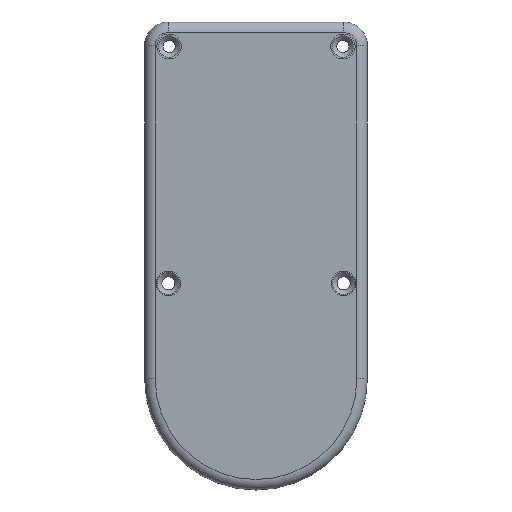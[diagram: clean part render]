
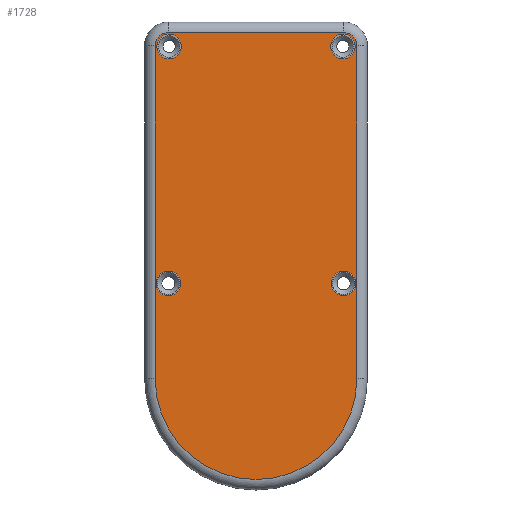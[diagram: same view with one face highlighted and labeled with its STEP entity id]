
A CAD part, front view. The second image highlights one B-rep face of the part: STEP entity #1728.
In plain terms, the highlighted planar face has unit normal (0, -1, 0).
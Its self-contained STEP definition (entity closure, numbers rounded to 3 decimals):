
#162=FACE_BOUND('',#361,.T.);
#163=FACE_BOUND('',#362,.T.);
#164=FACE_BOUND('',#363,.T.);
#165=FACE_BOUND('',#364,.T.);
#190=PLANE('',#1874);
#250=FACE_OUTER_BOUND('',#360,.T.);
#360=EDGE_LOOP('',(#1345,#1346,#1347,#1348,#1349,#1350));
#361=EDGE_LOOP('',(#1351));
#362=EDGE_LOOP('',(#1352));
#363=EDGE_LOOP('',(#1353));
#364=EDGE_LOOP('',(#1354));
#498=LINE('',#2561,#620);
#499=LINE('',#2572,#621);
#501=LINE('',#2584,#623);
#620=VECTOR('',#2118,10.);
#621=VECTOR('',#2131,10.);
#623=VECTOR('',#2145,10.);
#695=CIRCLE('',#1832,3.5);
#696=CIRCLE('',#1834,3.5);
#697=CIRCLE('',#1836,3.5);
#698=CIRCLE('',#1838,3.5);
#708=CIRCLE('',#1858,3.8);
#712=CIRCLE('',#1864,3.8);
#715=CIRCLE('',#1869,28.8);
#769=VERTEX_POINT('',#2435);
#770=VERTEX_POINT('',#2439);
#771=VERTEX_POINT('',#2443);
#772=VERTEX_POINT('',#2447);
#804=VERTEX_POINT('',#2554);
#807=VERTEX_POINT('',#2559);
#809=VERTEX_POINT('',#2564);
#811=VERTEX_POINT('',#2570);
#813=VERTEX_POINT('',#2576);
#815=VERTEX_POINT('',#2582);
#944=EDGE_CURVE('',#769,#769,#695,.T.);
#946=EDGE_CURVE('',#770,#770,#696,.T.);
#948=EDGE_CURVE('',#771,#771,#697,.T.);
#950=EDGE_CURVE('',#772,#772,#698,.T.);
#995=EDGE_CURVE('',#807,#804,#498,.T.);
#997=EDGE_CURVE('',#809,#807,#708,.T.);
#1000=EDGE_CURVE('',#811,#809,#499,.T.);
#1003=EDGE_CURVE('',#813,#811,#712,.T.);
#1006=EDGE_CURVE('',#815,#813,#501,.T.);
#1008=EDGE_CURVE('',#804,#815,#715,.T.);
#1345=ORIENTED_EDGE('',*,*,#995,.F.);
#1346=ORIENTED_EDGE('',*,*,#997,.F.);
#1347=ORIENTED_EDGE('',*,*,#1000,.F.);
#1348=ORIENTED_EDGE('',*,*,#1003,.F.);
#1349=ORIENTED_EDGE('',*,*,#1006,.F.);
#1350=ORIENTED_EDGE('',*,*,#1008,.F.);
#1351=ORIENTED_EDGE('',*,*,#944,.T.);
#1352=ORIENTED_EDGE('',*,*,#946,.T.);
#1353=ORIENTED_EDGE('',*,*,#948,.T.);
#1354=ORIENTED_EDGE('',*,*,#950,.T.);
#1728=ADVANCED_FACE('',(#250,#162,#163,#164,#165),#190,.F.);
#1832=AXIS2_PLACEMENT_3D('',#2436,#2035,#2036);
#1834=AXIS2_PLACEMENT_3D('',#2440,#2040,#2041);
#1836=AXIS2_PLACEMENT_3D('',#2444,#2045,#2046);
#1838=AXIS2_PLACEMENT_3D('',#2448,#2050,#2051);
#1858=AXIS2_PLACEMENT_3D('',#2566,#2123,#2124);
#1864=AXIS2_PLACEMENT_3D('',#2578,#2137,#2138);
#1869=AXIS2_PLACEMENT_3D('',#2587,#2149,#2150);
#1874=AXIS2_PLACEMENT_3D('',#2596,#2163,#2164);
#2035=DIRECTION('center_axis',(0.,1.,0.));
#2036=DIRECTION('ref_axis',(1.,0.,0.));
#2040=DIRECTION('center_axis',(0.,1.,0.));
#2041=DIRECTION('ref_axis',(1.,0.,0.));
#2045=DIRECTION('center_axis',(0.,1.,0.));
#2046=DIRECTION('ref_axis',(1.,0.,0.));
#2050=DIRECTION('center_axis',(0.,1.,0.));
#2051=DIRECTION('ref_axis',(1.,0.,0.));
#2118=DIRECTION('',(0.,0.,-1.));
#2123=DIRECTION('center_axis',(0.,1.,0.));
#2124=DIRECTION('ref_axis',(0.707,0.,0.707));
#2131=DIRECTION('',(1.,0.,0.));
#2137=DIRECTION('center_axis',(0.,1.,0.));
#2138=DIRECTION('ref_axis',(-0.707,0.,0.707));
#2145=DIRECTION('',(0.,0.,1.));
#2149=DIRECTION('center_axis',(0.,1.,0.));
#2150=DIRECTION('ref_axis',(0.,0.,-1.));
#2163=DIRECTION('center_axis',(0.,1.,0.));
#2164=DIRECTION('ref_axis',(-1.,0.,0.));
#2435=CARTESIAN_POINT('',(21.3,-26.,94.8));
#2436=CARTESIAN_POINT('Origin',(24.8,-26.,94.8));
#2439=CARTESIAN_POINT('',(21.5,-26.,27.183));
#2440=CARTESIAN_POINT('Origin',(25.,-26.,27.183));
#2443=CARTESIAN_POINT('',(-28.3,-26.,94.8));
#2444=CARTESIAN_POINT('Origin',(-24.8,-26.,94.8));
#2447=CARTESIAN_POINT('',(-28.5,-26.,27.183));
#2448=CARTESIAN_POINT('Origin',(-25.,-26.,27.183));
#2554=CARTESIAN_POINT('',(28.8,-26.,0.));
#2559=CARTESIAN_POINT('',(28.8,-26.,95.));
#2561=CARTESIAN_POINT('',(28.8,-26.,17.5));
#2564=CARTESIAN_POINT('',(25.,-26.,98.8));
#2566=CARTESIAN_POINT('Origin',(25.,-26.,95.));
#2570=CARTESIAN_POINT('',(-25.,-26.,98.8));
#2572=CARTESIAN_POINT('',(12.5,-26.,98.8));
#2576=CARTESIAN_POINT('',(-28.8,-26.,95.));
#2578=CARTESIAN_POINT('Origin',(-25.,-26.,95.));
#2582=CARTESIAN_POINT('',(-28.8,-26.,0.));
#2584=CARTESIAN_POINT('',(-28.8,-26.,65.));
#2587=CARTESIAN_POINT('Origin',(0.,-26.,0.));
#2596=CARTESIAN_POINT('Origin',(0.,-26.,35.));
